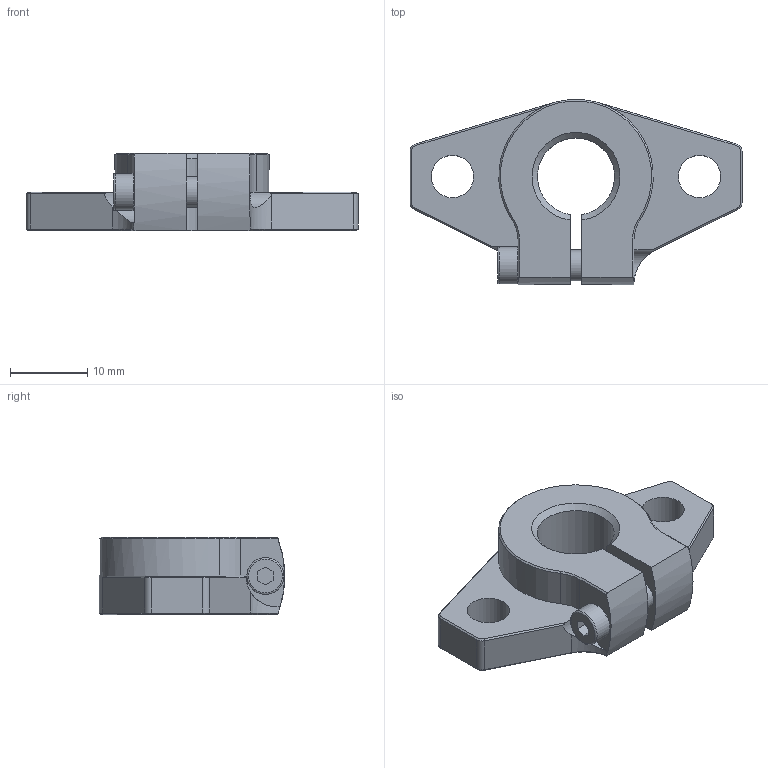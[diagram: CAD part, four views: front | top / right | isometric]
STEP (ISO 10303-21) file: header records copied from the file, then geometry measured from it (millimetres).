
FILE_DESCRIPTION(/* description */ ('STEP AP203'),/* implementation_level */ '2;1');
FILE_NAME(/* name */ 'SHF10',/* time_stamp */ '2022-08-20T08:57:53+02:00',/* author */ ('License CC BY-ND 4.0'),/* organization */ ('CADENAS'),/* preprocessor_version */ 'ST-DEVELOPER v18.102',/* originating_system */ 'PARTsolutions',/* authorisation */ ' ');
FILE_SCHEMA (('CONFIG_CONTROL_DESIGN'));
Length unit declared in the file: millimetre
Products named in the file (3): SHF10; SHF10screw1; SHF10SHF1
Assembly tree (2 placements, depth 2):
  SHF10
    SHF10screw1
    SHF10SHF1
Bounding box: 43 x 24 x 10 mm (x, y, z)
Volume: 4438 mm3; surface area: 3073.3 mm2
Topology: 2 solids, 2 shells, 78 faces, 192 edges, 119 vertices
Faces by surface type: plane 39, cylinder 19, cone 19, torus 1
Full cylindrical faces by diameter (mm): 4 x3, 4.8 x1, 5.5 x2
Entity records: 2332 total; most frequent: CARTESIAN_POINT 419, DIRECTION 398, ORIENTED_EDGE 362, EDGE_CURVE 181, AXIS2_PLACEMENT_3D 147, VERTEX_POINT 117, LINE 104, VECTOR 104
